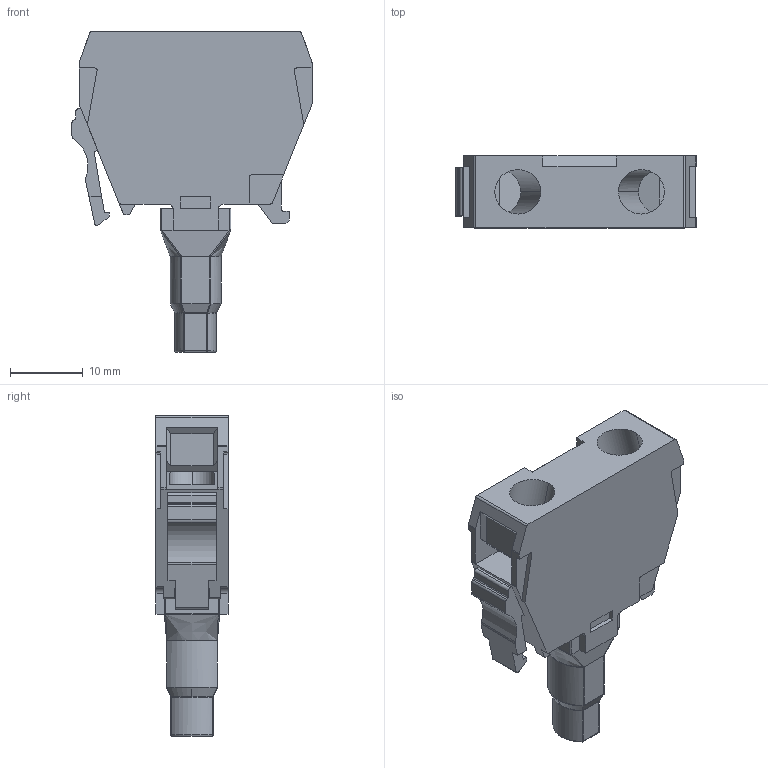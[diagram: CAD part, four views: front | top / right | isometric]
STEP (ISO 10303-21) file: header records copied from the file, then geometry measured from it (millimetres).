
FILE_DESCRIPTION((''),'2;1');
FILE_NAME('1','2024-01-11T',('Administrator'),('zyb.com'),'PRO/ENGINEER BY PARAMETRIC TECHNOLOGY CORPORATION, 2010280','PRO/ENGINEER BY PARAMETRIC TECHNOLOGY CORPORATION, 2010280','');
FILE_SCHEMA(('CONFIG_CONTROL_DESIGN','SHAPE_APPEARANCE_LAYERS_GROUPS'));
Length unit declared in the file: millimetre
Products named in the file (1): 1
Bounding box: 33 x 9.9 x 44.1 mm (x, y, z)
Volume: 6756.1 mm3; surface area: 3855.7 mm2
Topology: 1 solids, 1 shells, 266 faces, 698 edges, 436 vertices
Faces by surface type: plane 122, cylinder 66, bspline 60, sphere 16, torus 2
Entity records: 9867 total; most frequent: CARTESIAN_POINT 3556, ORIENTED_EDGE 1396, DIRECTION 1168, EDGE_CURVE 698, VERTEX_POINT 436, VECTOR 400, LINE 400, AXIS2_PLACEMENT_3D 384
